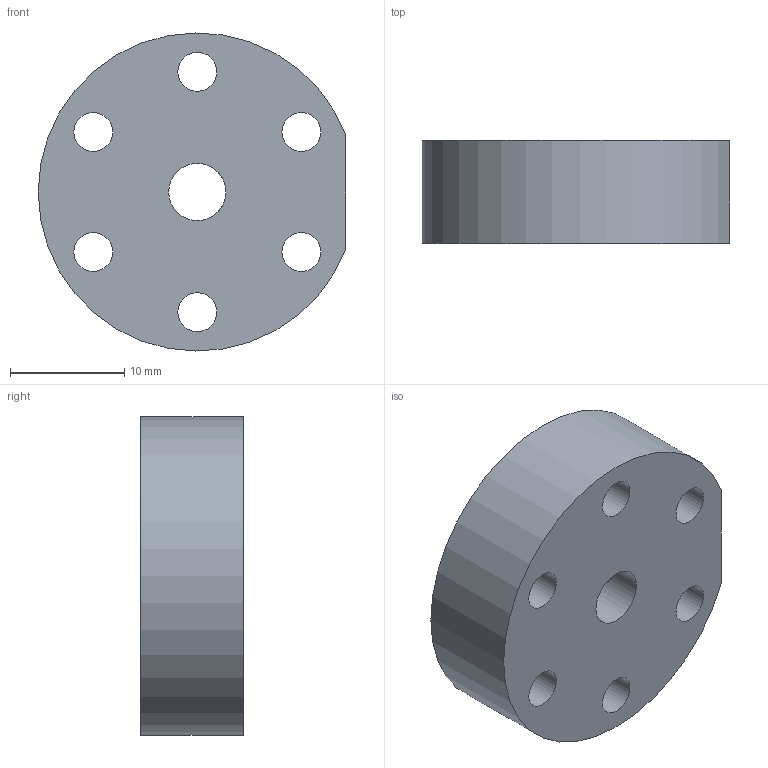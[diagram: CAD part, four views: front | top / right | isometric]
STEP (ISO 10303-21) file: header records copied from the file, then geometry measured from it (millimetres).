
FILE_DESCRIPTION(('FreeCAD Model'),'2;1');
FILE_NAME('Open CASCADE Shape Model','2024-09-17T22:02:30',(''),(''), 'Open CASCADE STEP processor 7.6','FreeCAD','Unknown');
FILE_SCHEMA(('AUTOMOTIVE_DESIGN { 1 0 10303 214 1 1 1 1 }'));
Length unit declared in the file: millimetre
Products named in the file (1): NoyauRoueCNC
Bounding box: 26.87 x 9 x 27.8 mm (x, y, z)
Volume: 4643.2 mm3; surface area: 2651.8 mm2
Topology: 1 solids, 1 shells, 12 faces, 33 edges, 22 vertices
Faces by surface type: cylinder 9, plane 3
Full cylindrical faces by diameter (mm): 3.4 x7, 5 x1
Entity records: 550 total; most frequent: CARTESIAN_POINT 176, DIRECTION 73, ORIENTED_EDGE 66, EDGE_CURVE 33, AXIS2_PLACEMENT_3D 30, FACE_BOUND 27, EDGE_LOOP 27, VERTEX_POINT 22
